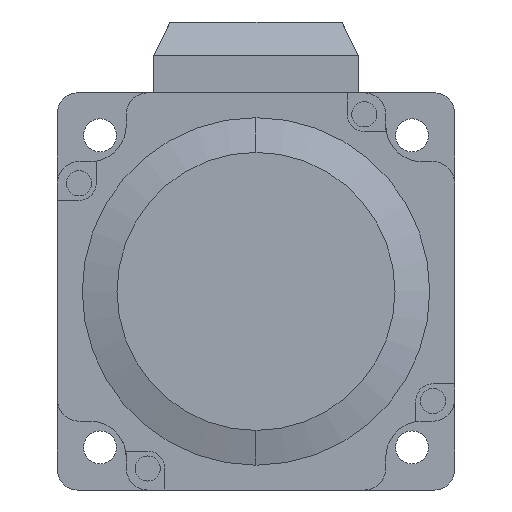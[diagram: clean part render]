
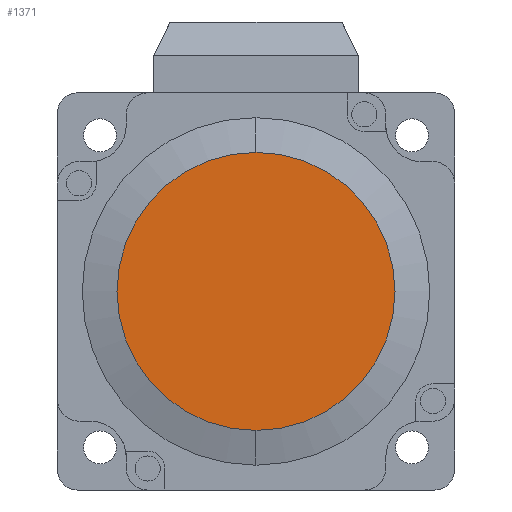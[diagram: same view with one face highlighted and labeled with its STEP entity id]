
A CAD part, front view. The second image highlights one B-rep face of the part: STEP entity #1371.
In plain terms, the highlighted planar face has unit normal (0, -1, 0).
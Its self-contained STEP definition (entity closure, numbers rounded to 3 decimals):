
#472 = DIRECTION ( 'NONE',  ( 0., 0., 1. ) ) ;
#1371 = ADVANCED_FACE ( 'NONE', ( #5386 ), #1781, .F. ) ;
#1605 = DIRECTION ( 'NONE',  ( 0., 0., 1. ) ) ;
#1781 = PLANE ( 'NONE',  #10784 ) ;
#2306 = DIRECTION ( 'NONE',  ( 0., 1., 0. ) ) ;
#2546 = CIRCLE ( 'NONE', #9940, 21. ) ;
#2591 = CARTESIAN_POINT ( 'NONE',  ( 30., -1.5, -30. ) ) ;
#2662 = DIRECTION ( 'NONE',  ( 0., 1., 0. ) ) ;
#2849 = CARTESIAN_POINT ( 'NONE',  ( 30., -1.5, -51. ) ) ;
#3112 = ORIENTED_EDGE ( 'NONE', *, *, #8937, .F. ) ;
#3709 = EDGE_CURVE ( 'NONE', #6558, #5223, #2546, .T. ) ;
#5223 = VERTEX_POINT ( 'NONE', #2849 ) ;
#5386 = FACE_OUTER_BOUND ( 'NONE', #9290, .T. ) ;
#5478 = DIRECTION ( 'NONE',  ( 0., 1., 0. ) ) ;
#5670 = CIRCLE ( 'NONE', #9148, 21. ) ;
#6269 = ORIENTED_EDGE ( 'NONE', *, *, #3709, .F. ) ;
#6558 = VERTEX_POINT ( 'NONE', #10042 ) ;
#7357 = CARTESIAN_POINT ( 'NONE',  ( 30., -1.5, -30. ) ) ;
#8170 = DIRECTION ( 'NONE',  ( 0., 0., 1. ) ) ;
#8937 = EDGE_CURVE ( 'NONE', #5223, #6558, #5670, .T. ) ;
#9148 = AXIS2_PLACEMENT_3D ( 'NONE', #7357, #2306, #8170 ) ;
#9290 = EDGE_LOOP ( 'NONE', ( #6269, #3112 ) ) ;
#9940 = AXIS2_PLACEMENT_3D ( 'NONE', #10498, #5478, #472 ) ;
#10042 = CARTESIAN_POINT ( 'NONE',  ( 30., -1.5, -9. ) ) ;
#10498 = CARTESIAN_POINT ( 'NONE',  ( 30., -1.5, -30. ) ) ;
#10784 = AXIS2_PLACEMENT_3D ( 'NONE', #2591, #2662, #1605 ) ;
